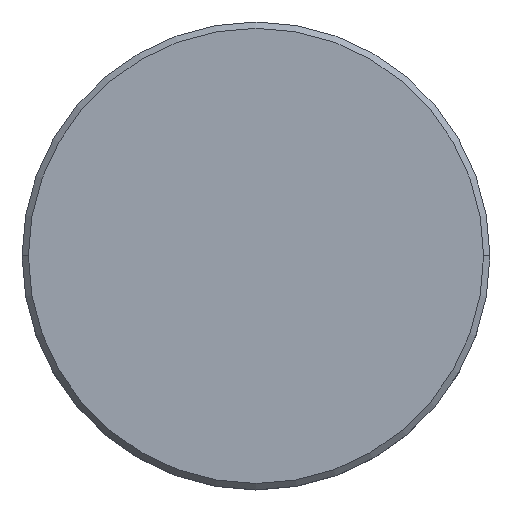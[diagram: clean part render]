
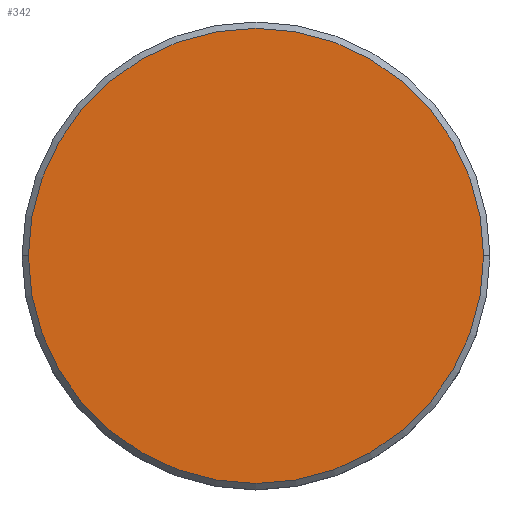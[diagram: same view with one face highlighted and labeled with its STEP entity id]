
A CAD part, top view. The second image highlights one B-rep face of the part: STEP entity #342.
In plain terms, the highlighted planar face has unit normal (0, 0, 1).
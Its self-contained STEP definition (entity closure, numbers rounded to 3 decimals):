
#43 = CARTESIAN_POINT ( 'NONE',  ( -18., 0., 0. ) ) ;
#66 = CARTESIAN_POINT ( 'NONE',  ( 18., 0., 0. ) ) ;
#67 = ORIENTED_EDGE ( 'NONE', *, *, #324, .T. ) ;
#85 = VERTEX_POINT ( 'NONE', #43 ) ;
#94 = DIRECTION ( 'NONE',  ( 1., 0., 0. ) ) ;
#103 = CARTESIAN_POINT ( 'NONE',  ( 0., 0., 0. ) ) ;
#139 = DIRECTION ( 'NONE',  ( 0., 0., 1. ) ) ;
#168 = FACE_OUTER_BOUND ( 'NONE', #279, .T. ) ;
#187 = ORIENTED_EDGE ( 'NONE', *, *, #388, .T. ) ;
#201 = DIRECTION ( 'NONE',  ( 1., 0., 0. ) ) ;
#225 = DIRECTION ( 'NONE',  ( 0., 0., 1. ) ) ;
#242 = AXIS2_PLACEMENT_3D ( 'NONE', #103, #225, #357 ) ;
#249 = AXIS2_PLACEMENT_3D ( 'NONE', #265, #384, #94 ) ;
#265 = CARTESIAN_POINT ( 'NONE',  ( 0., 0., 0. ) ) ;
#266 = PLANE ( 'NONE',  #249 ) ;
#279 = EDGE_LOOP ( 'NONE', ( #187, #67 ) ) ;
#324 = EDGE_CURVE ( 'NONE', #345, #85, #405, .T. ) ;
#336 = AXIS2_PLACEMENT_3D ( 'NONE', #379, #139, #201 ) ;
#340 = CIRCLE ( 'NONE', #242, 18. ) ;
#342 = ADVANCED_FACE ( 'NONE', ( #168 ), #266, .T. ) ;
#345 = VERTEX_POINT ( 'NONE', #66 ) ;
#357 = DIRECTION ( 'NONE',  ( 1., 0., 0. ) ) ;
#379 = CARTESIAN_POINT ( 'NONE',  ( 0., 0., 0. ) ) ;
#384 = DIRECTION ( 'NONE',  ( 0., 0., 1. ) ) ;
#388 = EDGE_CURVE ( 'NONE', #85, #345, #340, .T. ) ;
#405 = CIRCLE ( 'NONE', #336, 18. ) ;
